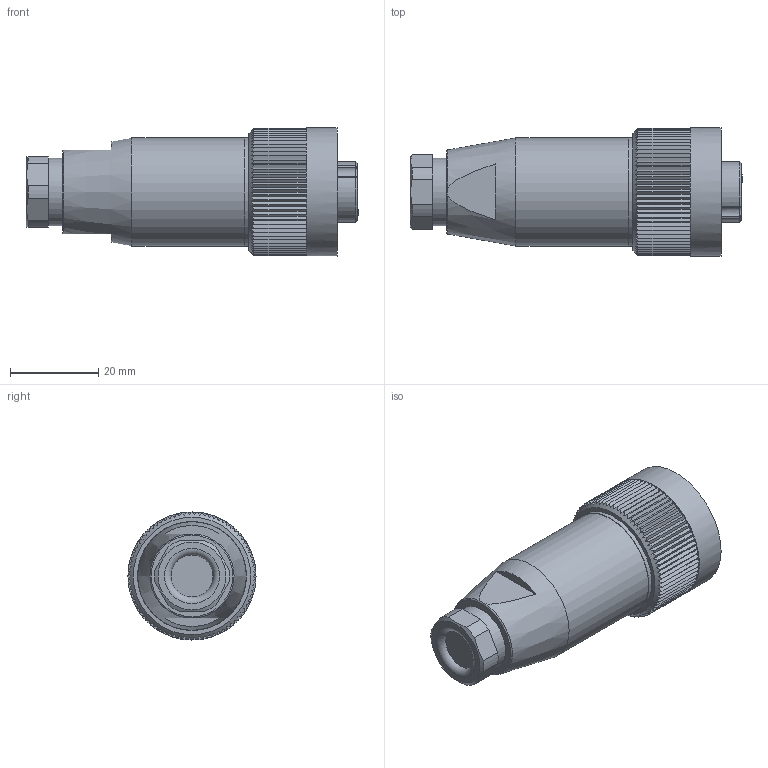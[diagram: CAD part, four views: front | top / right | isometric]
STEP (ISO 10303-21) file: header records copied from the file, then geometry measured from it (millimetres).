
FILE_DESCRIPTION(/* description */ (''),/* implementation_level */ '2;1');
FILE_NAME(/* name */ '99-0210-00-04_bg.stp',/* time_stamp */ '2010-09-27T10:05:29+02:00',/* author */ (''),/* organization */ (''),/* preprocessor_version */ 'ST-DEVELOPER v11',/* originating_system */ 'UGS - NX 5.0',/* authorisation */ '');
FILE_SCHEMA (('CONFIG_CONTROL_DESIGN'));
Length unit declared in the file: millimetre
Products named in the file (1): sgro446Feays
Bounding box: 75.2 x 29 x 29 mm (x, y, z)
Volume: 29915.9 mm3; surface area: 9245.8 mm2
Topology: 1 solids, 1 shells, 319 faces, 862 edges, 574 vertices
Faces by surface type: plane 254, cylinder 27, extrusion 23, cone 7, torus 6, bspline 2
Full cylindrical faces by diameter (mm): 1.46 x1, 1.6 x1, 2.15 x4, 3 x1, 3.55 x4, 13.6 x1, 15.2 x1, 22.6 x1, 22.8 x1, 24.5 x1, 24.7 x1, 29 x1
Entity records: 10258 total; most frequent: CARTESIAN_POINT 2744, ORIENTED_EDGE 1638, DIRECTION 1276, EDGE_CURVE 819, VERTEX_POINT 560, VECTOR 522, LINE 499, EDGE_LOOP 377
